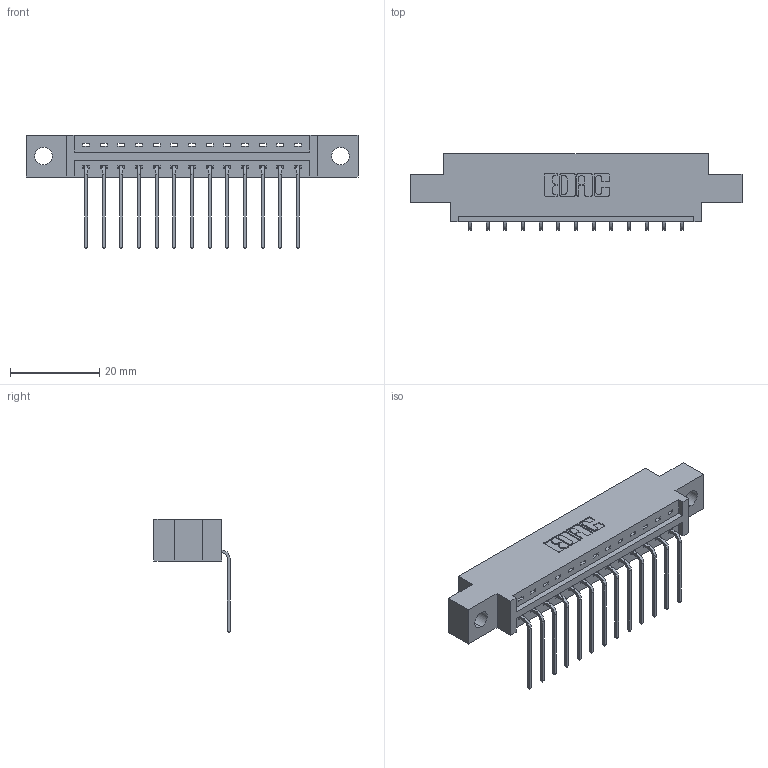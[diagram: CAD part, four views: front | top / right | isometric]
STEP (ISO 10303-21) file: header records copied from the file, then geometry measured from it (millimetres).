
FILE_DESCRIPTION (( 'STEP AP203' ), '1' );
FILE_NAME ('387-013-559-604.STEP', '2019-10-02T14:54:03', ( '' ), ( '' ), 'SwSTEP 2.0', 'SolidWorks 2016', '' );
FILE_SCHEMA (( 'CONFIG_CONTROL_DESIGN' ));
Length unit declared in the file: inch
Products named in the file (3): 337 Part_0.170 Offset - 0.156 Dia-TH; 387-013-559-604; 345-292-001_558 559 Tail - 1
Assembly tree (14 placements, depth 2):
  387-013-559-604
    337 Part_0.170 Offset - 0.156 Dia-TH
    345-292-001_558 559 Tail - 1  x13
Bounding box: 74.52 x 17.09 x 25.53 mm (x, y, z)
Volume: 7220.5 mm3; surface area: 7458.2 mm2
Topology: 14 solids, 14 shells, 950 faces, 2845 edges, 1878 vertices
Faces by surface type: plane 698, cylinder 252
Entity records: 13633 total; most frequent: CARTESIAN_POINT 2381, ORIENTED_EDGE 2330, DIRECTION 2063, EDGE_CURVE 1165, LINE 1037, VECTOR 1037, VERTEX_POINT 774, AXIS2_PLACEMENT_3D 513
